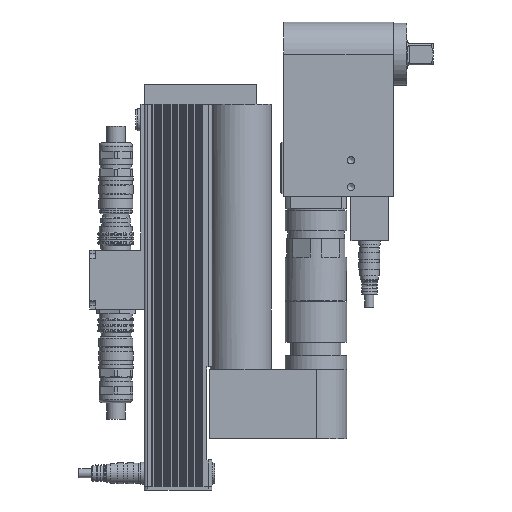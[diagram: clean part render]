
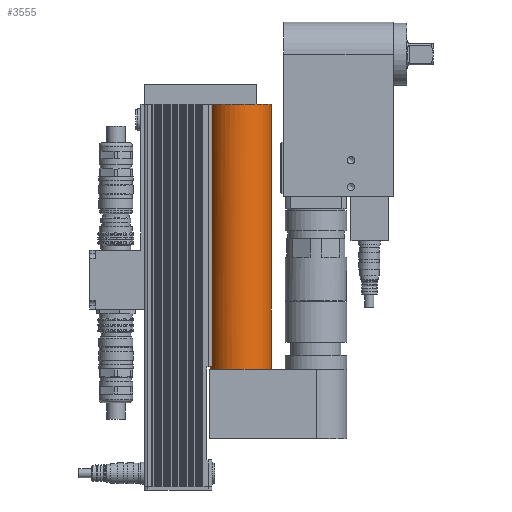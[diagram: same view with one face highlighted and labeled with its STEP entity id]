
A CAD part, left-side view. The second image highlights one B-rep face of the part: STEP entity #3555.
In plain terms, the highlighted cylindrical face has radius 27.5 mm (diameter 55 mm), a full revolution.
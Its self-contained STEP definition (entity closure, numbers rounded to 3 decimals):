
#3299=CARTESIAN_POINT('',(27.25,-60.1,108.5));
#3300=VERTEX_POINT('',#3299);
#3307=CARTESIAN_POINT('',(-27.25,-60.1,108.5));
#3308=VERTEX_POINT('',#3307);
#3309=CARTESIAN_POINT('',(0.0,-56.4,108.5));
#3310=DIRECTION('',(0.0,0.0,1.0));
#3311=DIRECTION('',(1.0,0.0,0.0));
#3312=AXIS2_PLACEMENT_3D('',#3309,#3310,#3311);
#3313=CIRCLE('',#3312,27.5);
#3314=EDGE_CURVE('',#3308,#3300,#3313,.T.);
#3330=CARTESIAN_POINT('',(27.25,-52.7,108.5));
#3331=VERTEX_POINT('',#3330);
#3332=CARTESIAN_POINT('',(-27.25,-52.7,108.5));
#3333=VERTEX_POINT('',#3332);
#3334=CARTESIAN_POINT('',(0.0,-56.4,108.5));
#3335=DIRECTION('',(0.0,0.0,1.0));
#3336=DIRECTION('',(1.0,0.0,0.0));
#3337=AXIS2_PLACEMENT_3D('',#3334,#3335,#3336);
#3338=CIRCLE('',#3337,27.5);
#3339=EDGE_CURVE('',#3331,#3333,#3338,.T.);
#3498=CARTESIAN_POINT('',(0.0,-56.4,108.5));
#3499=DIRECTION('',(0.0,0.0,1.0));
#3500=DIRECTION('',(1.0,0.0,0.0));
#3501=AXIS2_PLACEMENT_3D('',#3498,#3499,#3500);
#3502=CIRCLE('',#3501,27.5);
#3503=EDGE_CURVE('',#3300,#3331,#3502,.T.);
#3514=CARTESIAN_POINT('',(0.0,-56.4,108.5));
#3515=DIRECTION('',(0.0,0.0,1.0));
#3516=DIRECTION('',(1.0,0.0,0.0));
#3517=AXIS2_PLACEMENT_3D('',#3514,#3515,#3516);
#3518=CIRCLE('',#3517,27.5);
#3519=EDGE_CURVE('',#3333,#3308,#3518,.T.);
#3524=CARTESIAN_POINT('',(0.0,-56.4,346.5));
#3525=DIRECTION('',(0.0,0.0,-1.0));
#3526=DIRECTION('',(1.0,0.0,0.0));
#3527=AXIS2_PLACEMENT_3D('',#3524,#3525,#3526);
#3528=CYLINDRICAL_SURFACE('',#3527,27.5);
#3529=ORIENTED_EDGE('',*,*,#3519,.T.);
#3530=ORIENTED_EDGE('',*,*,#3314,.T.);
#3531=ORIENTED_EDGE('',*,*,#3503,.T.);
#3532=ORIENTED_EDGE('',*,*,#3339,.T.);
#3533=EDGE_LOOP('',(#3529,#3530,#3531,#3532));
#3534=FACE_OUTER_BOUND('',#3533,.T.);
#3535=CARTESIAN_POINT('',(-20.85,-38.469,346.5));
#3536=VERTEX_POINT('',#3535);
#3537=CARTESIAN_POINT('',(20.85,-38.469,346.5));
#3538=VERTEX_POINT('',#3537);
#3539=CARTESIAN_POINT('',(0.0,-56.4,346.5));
#3540=DIRECTION('',(0.0,0.0,1.0));
#3541=DIRECTION('',(1.0,0.0,0.0));
#3542=AXIS2_PLACEMENT_3D('',#3539,#3540,#3541);
#3543=CIRCLE('',#3542,27.5);
#3544=EDGE_CURVE('',#3536,#3538,#3543,.T.);
#3545=ORIENTED_EDGE('',*,*,#3544,.F.);
#3546=CARTESIAN_POINT('',(0.0,-56.4,346.5));
#3547=DIRECTION('',(0.0,0.0,1.0));
#3548=DIRECTION('',(1.0,0.0,0.0));
#3549=AXIS2_PLACEMENT_3D('',#3546,#3547,#3548);
#3550=CIRCLE('',#3549,27.5);
#3551=EDGE_CURVE('',#3538,#3536,#3550,.T.);
#3552=ORIENTED_EDGE('',*,*,#3551,.F.);
#3553=EDGE_LOOP('',(#3545,#3552));
#3554=FACE_BOUND('',#3553,.T.);
#3555=ADVANCED_FACE('',(#3534,#3554),#3528,.T.);
